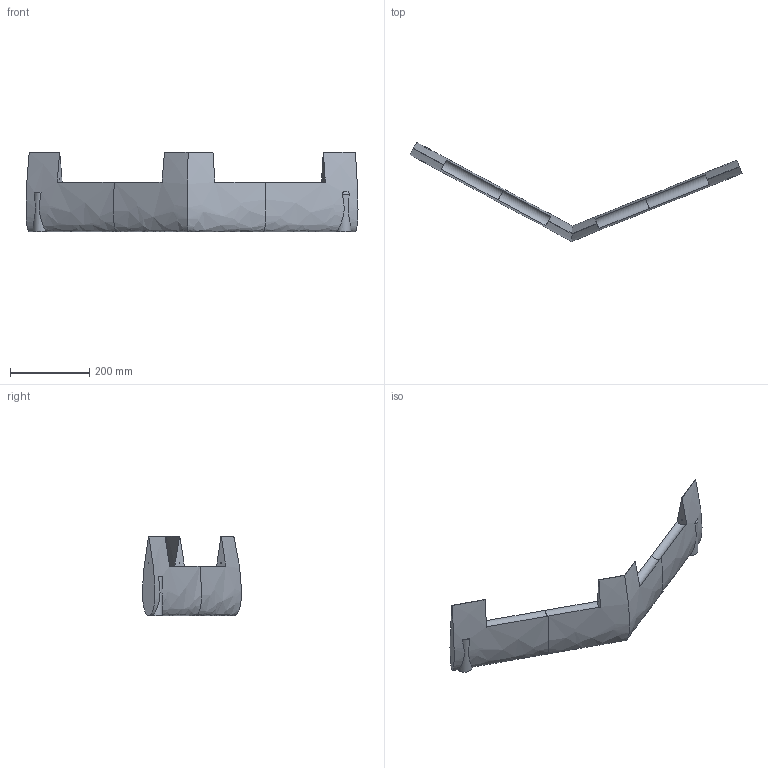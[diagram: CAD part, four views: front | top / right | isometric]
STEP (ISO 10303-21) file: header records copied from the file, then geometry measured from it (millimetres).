
FILE_DESCRIPTION(/* description */ (''),/* implementation_level */ '2;1');
FILE_NAME(/* name */ 'Tail.stp',/* time_stamp */ '2025-08-12T00:29:08-04:00',/* author */ ('Cupri'),/* organization */ (''),/* preprocessor_version */ 'ST-DEVELOPER v20.1',/* originating_system */ 'Autodesk Inventor 2026',/* authorisation */ '');
FILE_SCHEMA (('CONFIG_CONTROL_DESIGN'));
Length unit declared in the file: millimetre
Products named in the file (1): Tail
Bounding box: 837.39 x 250.37 x 200 mm (x, y, z)
Volume: 3666888.9 mm3; surface area: 365210.9 mm2
Topology: 4 solids, 4 shells, 50 faces, 110 edges, 74 vertices
Faces by surface type: plane 32, cylinder 12, bspline 6
Full cylindrical faces by diameter (mm): 1.5 x4
Entity records: 6431 total; most frequent: CARTESIAN_POINT 5350, ORIENTED_EDGE 220, DIRECTION 179, EDGE_CURVE 110, VERTEX_POINT 74, AXIS2_PLACEMENT_3D 67, EDGE_LOOP 60, FACE_OUTER_BOUND 50
